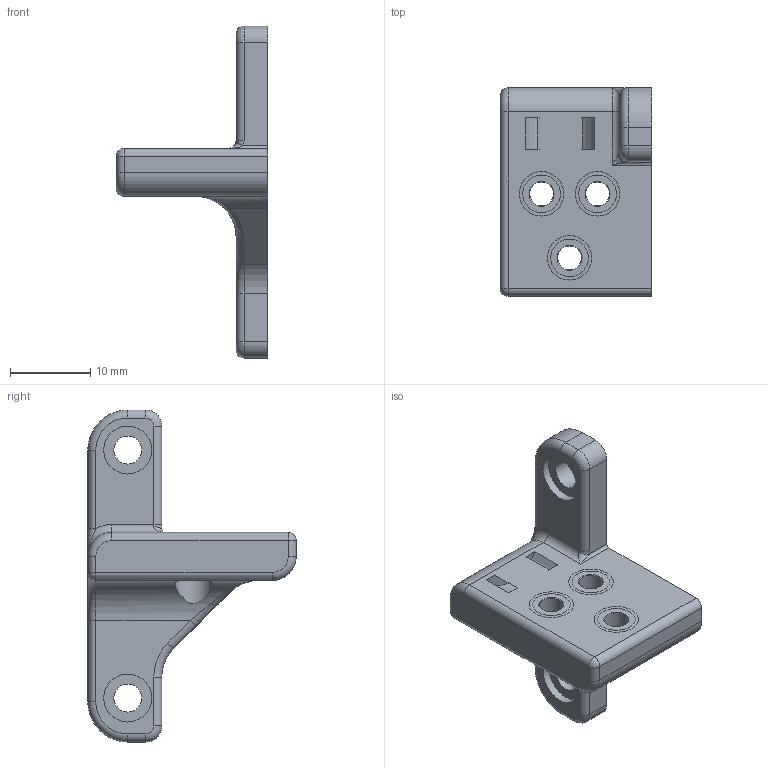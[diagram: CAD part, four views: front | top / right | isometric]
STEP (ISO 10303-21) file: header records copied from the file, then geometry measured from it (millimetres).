
FILE_DESCRIPTION(/* description */ (''),/* implementation_level */ '2;1');
FILE_NAME(/* name */ 'Chain Anchor - Generic.step',/* time_stamp */ '2021-02-05T14:21:33-05:00',/* author */ (''),/* organization */ (''),/* preprocessor_version */ 'ST-DEVELOPER v18.1',/* originating_system */ 'Autodesk Translation Framework v9.7.1.1290',/* authorisation */ '');
FILE_SCHEMA (('AUTOMOTIVE_DESIGN { 1 0 10303 214 3 1 1 }'));
Length unit declared in the file: millimetre
Products named in the file (2): Chain Anchor  - Generic; M3 Threaded Insert Short v1
Assembly tree (3 placements, depth 2):
  Chain Anchor  - Generic
    M3 Threaded Insert Short v1  x3
Bounding box: 19 x 26.05 x 41.5 mm (x, y, z)
Volume: 4120.9 mm3; surface area: 3066.8 mm2
Topology: 4 solids, 4 shells, 759 faces, 2185 edges, 1445 vertices
Faces by surface type: bspline 438, cylinder 261, plane 36, cone 14, torus 8, sphere 2
Full cylindrical faces by diameter (mm): 3 x3, 3.5 x2, 4.7 x3, 5.05 x3, 5.16 x3, 5.56 x3, 6 x2
Entity records: 11796 total; most frequent: CARTESIAN_POINT 4493, ORIENTED_EDGE 1684, DIRECTION 1452, EDGE_CURVE 842, AXIS2_PLACEMENT_3D 576, VERTEX_POINT 551, EDGE_LOOP 317, LINE 300
